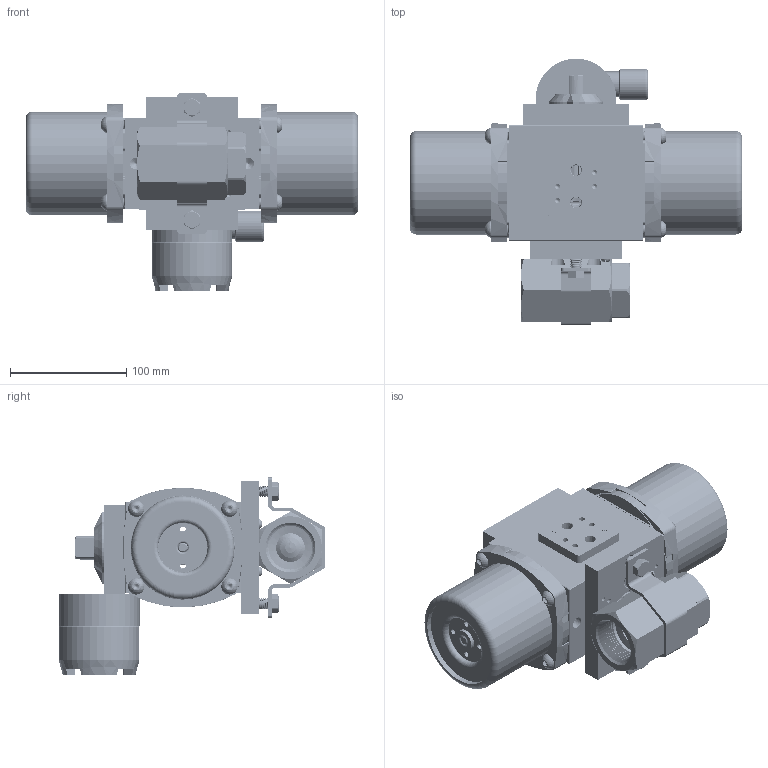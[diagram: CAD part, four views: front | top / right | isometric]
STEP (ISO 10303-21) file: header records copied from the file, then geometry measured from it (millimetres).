
FILE_DESCRIPTION (( 'STEP AP203' ), '1' );
FILE_NAME ('81XXA522SRLS.step', '2018-04-12T11:54:29', ( '' ), ( '' ), 'SwSTEP 2.0', 'SolidWorks 2017', '' );
FILE_SCHEMA (( 'CONFIG_CONTROL_DESIGN' ));
Products named in the file (1): 81XXA522SRLS
Bounding box: 285.09 x 229.04 x 169.44 mm (x, y, z)
Volume: 1408170.7 mm3; surface area: 546160 mm2
Topology: 57 solids, 57 shells, 4778 faces, 12112 edges, 7494 vertices
Faces by surface type: cylinder 1824, cone 1775, plane 916, torus 162, bspline 79, sphere 22
Entity records: 166071 total; most frequent: CARTESIAN_POINT 48632, DIRECTION 26430, ORIENTED_EDGE 23972, EDGE_CURVE 11986, AXIS2_PLACEMENT_3D 10610, VERTEX_POINT 7490, CIRCLE 5910, VECTOR 5210
